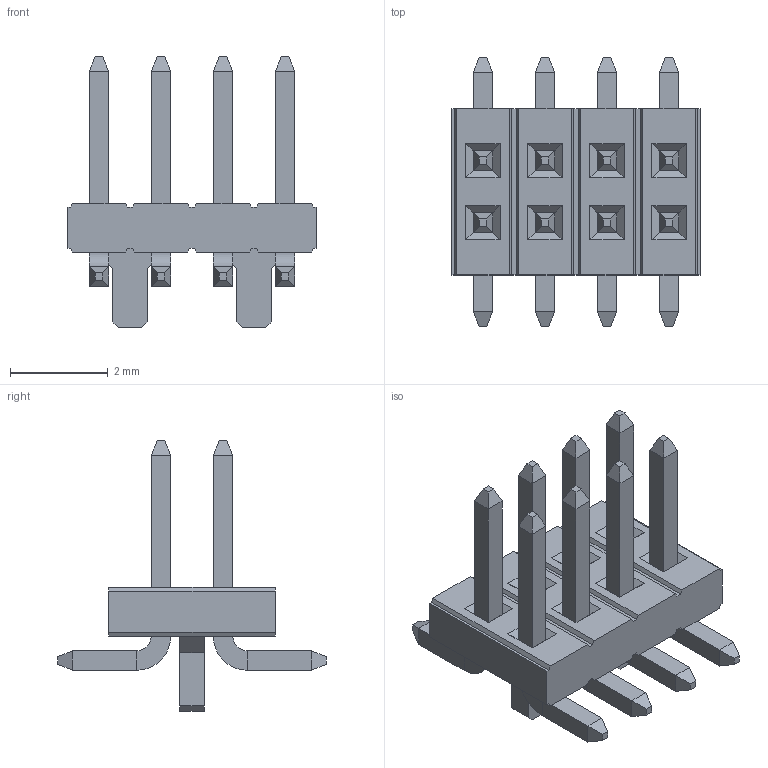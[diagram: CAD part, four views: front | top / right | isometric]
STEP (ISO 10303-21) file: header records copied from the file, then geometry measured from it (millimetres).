
FILE_DESCRIPTION(/* description */ (''),/* implementation_level */ '2;1');
FILE_NAME(/* name */ '7072-008-10-XX-10.stp',/* time_stamp */ '2025-05-20T11:54:31+02:00',/* author */ ('andreas.larin'),/* organization */ (''),/* preprocessor_version */ 'ST-DEVELOPER v20',/* originating_system */ 'Autodesk Inventor 2025',/* authorisation */ '');
FILE_SCHEMA (('AUTOMOTIVE_DESIGN { 1 0 10303 214 3 1 1 }'));
Length unit declared in the file: millimetre
Products named in the file (1): 7072-008-10-XX-10
Bounding box: 5.08 x 5.5 x 5.54 mm (x, y, z)
Volume: 24.5 mm3; surface area: 128 mm2
Topology: 1 solids, 1 shells, 270 faces, 628 edges, 376 vertices
Faces by surface type: plane 254, cylinder 16
Entity records: 7711 total; most frequent: CARTESIAN_POINT 1275, ORIENTED_EDGE 1256, DIRECTION 1202, EDGE_CURVE 628, LINE 596, VECTOR 596, VERTEX_POINT 376, AXIS2_PLACEMENT_3D 303
